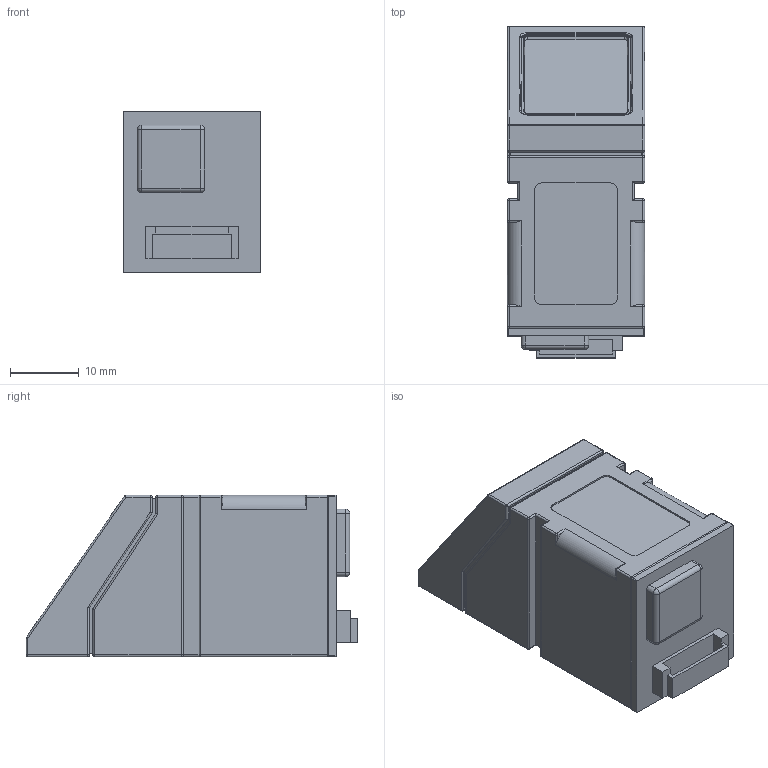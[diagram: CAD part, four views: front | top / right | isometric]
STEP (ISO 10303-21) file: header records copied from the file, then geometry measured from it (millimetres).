
FILE_DESCRIPTION (( 'STEP AP214' ), '1' );
FILE_NAME ('R307.STEP', '2020-03-25T05:30:10', ( '' ), ( '' ), 'SwSTEP 2.0', 'SolidWorks 2016', '' );
FILE_SCHEMA (( 'AUTOMOTIVE_DESIGN' ));
Length unit declared in the file: millimetre
Products named in the file (1): R307
Bounding box: 20 x 48.35 x 23.5 mm (x, y, z)
Volume: 18057.2 mm3; surface area: 5751.5 mm2
Topology: 2 solids, 2 shells, 228 faces, 549 edges, 298 vertices
Faces by surface type: cylinder 97, plane 73, sphere 34, bspline 24
Entity records: 6896 total; most frequent: CARTESIAN_POINT 1632, DIRECTION 1035, ORIENTED_EDGE 1034, EDGE_CURVE 517, AXIS2_PLACEMENT_3D 369, VERTEX_POINT 298, LINE 297, VECTOR 297
